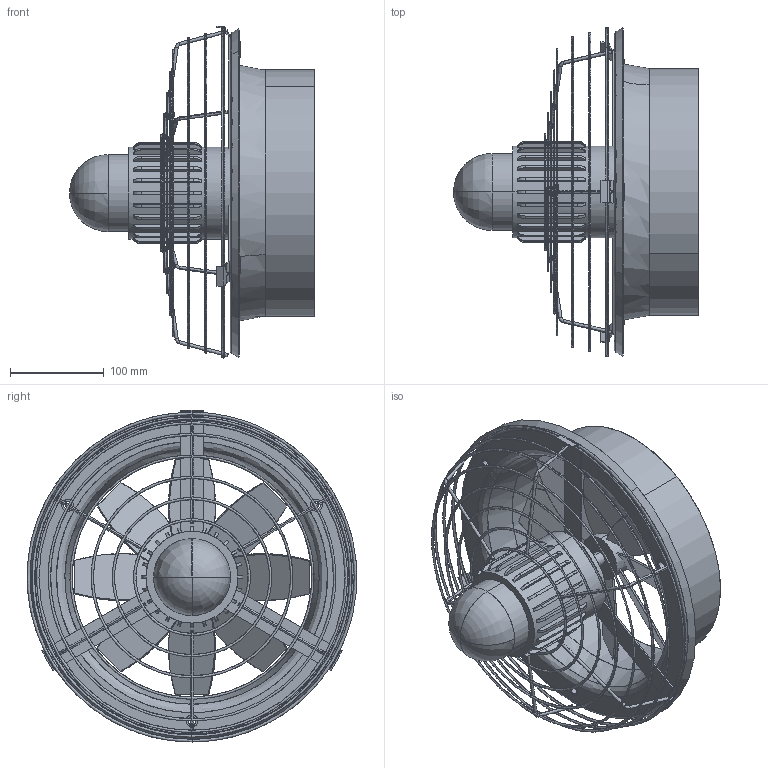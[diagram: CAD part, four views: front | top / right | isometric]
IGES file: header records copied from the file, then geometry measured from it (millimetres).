
Start section: SolidWorks IGES file using analytic representation for surfaces
Global section: file name: 0094-0040.IGS; native system: SolidWorks 2013; preprocessor: SolidWorks 2013; author: WS; date: 150208.184254; units: millimetre
Bounding box: 261 x 351.18 x 353.77 mm (x, y, z)
Surface area: 487966.1 mm2 (no closed solid volume)
Topology: 0 solids, 0 shells, 739 faces, 10542 edges, 10386 vertices
Faces by surface type: bspline 577, revolution 162
